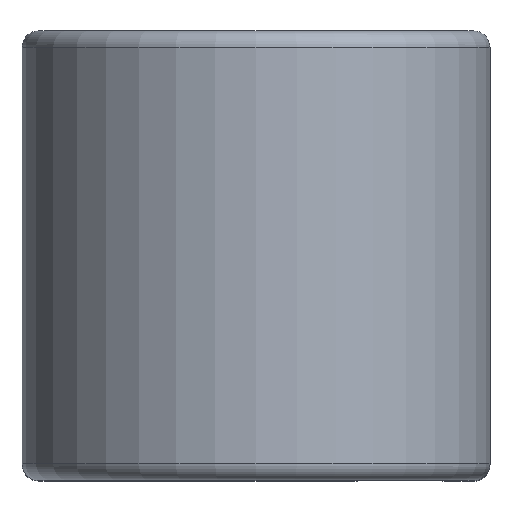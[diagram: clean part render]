
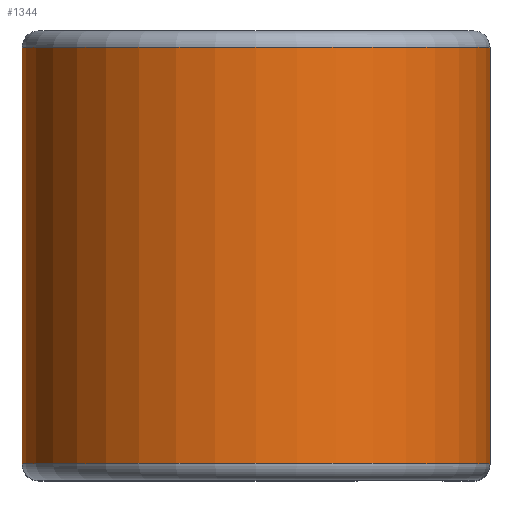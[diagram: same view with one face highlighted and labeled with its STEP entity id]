
A CAD part, top view. The second image highlights one B-rep face of the part: STEP entity #1344.
In plain terms, the highlighted cylindrical face has radius 10.744 mm (diameter 21.488 mm), a partial arc.
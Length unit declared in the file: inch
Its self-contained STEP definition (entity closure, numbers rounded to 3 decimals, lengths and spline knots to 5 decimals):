
#18 = AXIS2_PLACEMENT_3D ( 'NONE', #566, #2178, #800 ) ;
#120 = LINE ( 'NONE', #714, #1917 ) ;
#135 = DIRECTION ( 'NONE',  ( 0., -1., 0. ) ) ;
#210 = CARTESIAN_POINT ( 'NONE',  ( 0.423, -0.37625, 0.625 ) ) ;
#294 = CARTESIAN_POINT ( 'NONE',  ( 0.423, 0.37625, 0.625 ) ) ;
#440 = ORIENTED_EDGE ( 'NONE', *, *, #2665, .T. ) ;
#466 = DIRECTION ( 'NONE',  ( 0., 1., 0. ) ) ;
#482 = CARTESIAN_POINT ( 'NONE',  ( -0.423, 0.37625, 0.625 ) ) ;
#566 = CARTESIAN_POINT ( 'NONE',  ( 0., -0.37625, 0.625 ) ) ;
#642 = VERTEX_POINT ( 'NONE', #2927 ) ;
#714 = CARTESIAN_POINT ( 'NONE',  ( -0.423, 0.37625, 0.625 ) ) ;
#762 = ORIENTED_EDGE ( 'NONE', *, *, #1727, .F. ) ;
#800 = DIRECTION ( 'NONE',  ( 0., 0., -1. ) ) ;
#906 = VERTEX_POINT ( 'NONE', #1161 ) ;
#955 = AXIS2_PLACEMENT_3D ( 'NONE', #1277, #2879, #2891 ) ;
#956 = ORIENTED_EDGE ( 'NONE', *, *, #2138, .F. ) ;
#985 = CIRCLE ( 'NONE', #2040, 0.423 ) ;
#989 = DIRECTION ( 'NONE',  ( 0., 1., 0. ) ) ;
#1161 = CARTESIAN_POINT ( 'NONE',  ( -0.423, -0.37625, 0.625 ) ) ;
#1277 = CARTESIAN_POINT ( 'NONE',  ( 0., 0.375, 0.625 ) ) ;
#1344 = ADVANCED_FACE ( 'NONE', ( #2174 ), #1889, .T. ) ;
#1432 = EDGE_CURVE ( 'NONE', #642, #1939, #985, .T. ) ;
#1535 = CARTESIAN_POINT ( 'NONE',  ( 0., 0.37625, 0.625 ) ) ;
#1630 = ORIENTED_EDGE ( 'NONE', *, *, #1432, .T. ) ;
#1705 = LINE ( 'NONE', #294, #2924 ) ;
#1727 = EDGE_CURVE ( 'NONE', #906, #1939, #120, .T. ) ;
#1774 = DIRECTION ( 'NONE',  ( 0., 0., -1. ) ) ;
#1889 = CYLINDRICAL_SURFACE ( 'NONE', #955, 0.423 ) ;
#1917 = VECTOR ( 'NONE', #466, 39.37008 ) ;
#1939 = VERTEX_POINT ( 'NONE', #482 ) ;
#2006 = CIRCLE ( 'NONE', #18, 0.423 ) ;
#2020 = EDGE_LOOP ( 'NONE', ( #440, #1630, #762, #956 ) ) ;
#2040 = AXIS2_PLACEMENT_3D ( 'NONE', #1535, #135, #1774 ) ;
#2138 = EDGE_CURVE ( 'NONE', #2443, #906, #2006, .T. ) ;
#2174 = FACE_OUTER_BOUND ( 'NONE', #2020, .T. ) ;
#2178 = DIRECTION ( 'NONE',  ( 0., -1., 0. ) ) ;
#2443 = VERTEX_POINT ( 'NONE', #210 ) ;
#2665 = EDGE_CURVE ( 'NONE', #2443, #642, #1705, .T. ) ;
#2879 = DIRECTION ( 'NONE',  ( 0., -1., 0. ) ) ;
#2891 = DIRECTION ( 'NONE',  ( 0., 0., -1. ) ) ;
#2924 = VECTOR ( 'NONE', #989, 39.37008 ) ;
#2927 = CARTESIAN_POINT ( 'NONE',  ( 0.423, 0.37625, 0.625 ) ) ;
